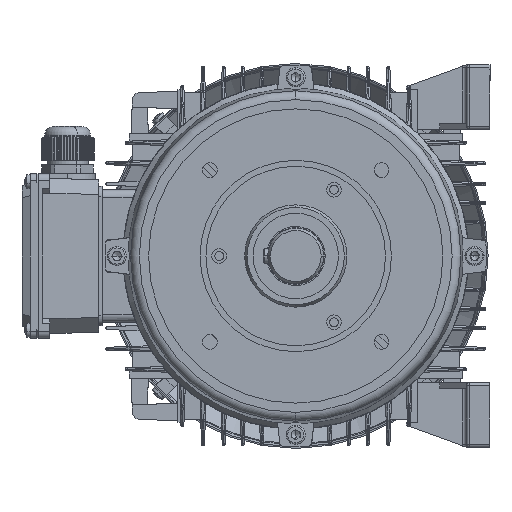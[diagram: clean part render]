
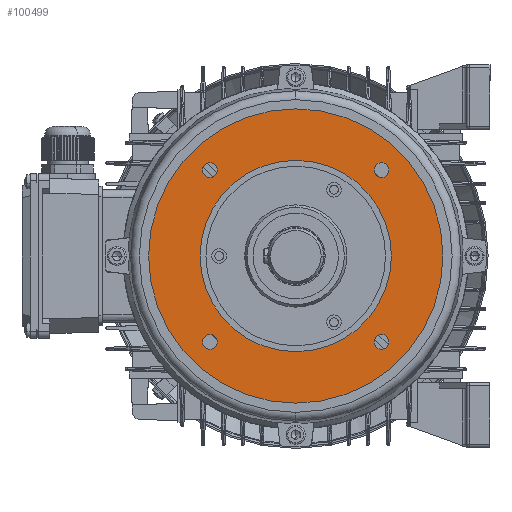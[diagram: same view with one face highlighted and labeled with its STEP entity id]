
A CAD part, left-side view. The second image highlights one B-rep face of the part: STEP entity #100499.
In plain terms, the highlighted planar face has unit normal (-1, 0, 0).
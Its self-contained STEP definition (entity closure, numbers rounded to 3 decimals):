
#95011 = EDGE_CURVE ( 'NONE', #95015, #95019, #100732, .T. ) ;
#95015 = VERTEX_POINT ( 'NONE', #100701 ) ;
#95019 = VERTEX_POINT ( 'NONE', #100699 ) ;
#95128 = EDGE_CURVE ( 'NONE', #95132, #95134, #101048, .T. ) ;
#95132 = VERTEX_POINT ( 'NONE', #101016 ) ;
#95134 = VERTEX_POINT ( 'NONE', #101012 ) ;
#95172 = EDGE_CURVE ( 'NONE', #95173, #95175, #101127, .T. ) ;
#95173 = VERTEX_POINT ( 'NONE', #101117 ) ;
#95175 = VERTEX_POINT ( 'NONE', #101115 ) ;
#95290 = EDGE_CURVE ( 'NONE', #95295, #95296, #101458, .T. ) ;
#95295 = VERTEX_POINT ( 'NONE', #101427 ) ;
#95296 = VERTEX_POINT ( 'NONE', #101424 ) ;
#96526 = EDGE_CURVE ( 'NONE', #96528, #96738, #105058, .T. ) ;
#96528 = VERTEX_POINT ( 'NONE', #105046 ) ;
#96684 = EDGE_CURVE ( 'NONE', #96686, #96690, #105317, .T. ) ;
#96686 = VERTEX_POINT ( 'NONE', #105305 ) ;
#96690 = VERTEX_POINT ( 'NONE', #105510 ) ;
#96738 = VERTEX_POINT ( 'NONE', #105559 ) ;
#100354 = EDGE_CURVE ( 'NONE', #95134, #95132, #116866, .T. ) ;
#100428 = EDGE_CURVE ( 'NONE', #96690, #96686, #117119, .T. ) ;
#100462 = ORIENTED_EDGE ( 'NONE', *, *, #100428, .F. ) ;
#100465 = EDGE_LOOP ( 'NONE', ( #100470, #100475 ) ) ;
#100470 = ORIENTED_EDGE ( 'NONE', *, *, #96526, .T. ) ;
#100475 = ORIENTED_EDGE ( 'NONE', *, *, #100481, .T. ) ;
#100481 = EDGE_CURVE ( 'NONE', #96738, #96528, #117161, .T. ) ;
#100499 = ADVANCED_FACE ( 'NONE', ( #117264, #117262, #117261, #117260, #117258, #117256 ), #117255, .F. ) ;
#100505 = EDGE_LOOP ( 'NONE', ( #100508, #100522 ) ) ;
#100508 = ORIENTED_EDGE ( 'NONE', *, *, #100515, .T. ) ;
#100515 = EDGE_CURVE ( 'NONE', #95019, #95015, #117212, .T. ) ;
#100522 = ORIENTED_EDGE ( 'NONE', *, *, #95011, .T. ) ;
#100526 = EDGE_LOOP ( 'NONE', ( #100541, #100550 ) ) ;
#100541 = ORIENTED_EDGE ( 'NONE', *, *, #100543, .T. ) ;
#100543 = EDGE_CURVE ( 'NONE', #95175, #95173, #117303, .T. ) ;
#100550 = ORIENTED_EDGE ( 'NONE', *, *, #95172, .T. ) ;
#100558 = EDGE_LOOP ( 'NONE', ( #100563, #100626 ) ) ;
#100563 = ORIENTED_EDGE ( 'NONE', *, *, #100354, .T. ) ;
#100626 = ORIENTED_EDGE ( 'NONE', *, *, #95128, .T. ) ;
#100631 = EDGE_LOOP ( 'NONE', ( #100640, #100651 ) ) ;
#100640 = ORIENTED_EDGE ( 'NONE', *, *, #100642, .T. ) ;
#100642 = EDGE_CURVE ( 'NONE', #95296, #95295, #117437, .T. ) ;
#100651 = ORIENTED_EDGE ( 'NONE', *, *, #95290, .T. ) ;
#100657 = EDGE_LOOP ( 'NONE', ( #100661, #100462 ) ) ;
#100661 = ORIENTED_EDGE ( 'NONE', *, *, #96684, .F. ) ;
#100699 = CARTESIAN_POINT ( 'NONE',  ( 3.5, -58.336, 53.336 ) ) ;
#100701 = CARTESIAN_POINT ( 'NONE',  ( 3.5, -58.336, 63.336 ) ) ;
#100707 = DIRECTION ( 'NONE',  ( 0., 0., -1. ) ) ;
#100710 = DIRECTION ( 'NONE',  ( 1., 0., 0. ) ) ;
#100712 = CARTESIAN_POINT ( 'NONE',  ( 3.5, -58.336, 58.336 ) ) ;
#100713 = AXIS2_PLACEMENT_3D ( 'NONE', #100712, #100710, #100707 ) ;
#100732 = CIRCLE ( 'NONE', #100713, 5. ) ;
#101012 = CARTESIAN_POINT ( 'NONE',  ( 3.5, 58.336, -63.336 ) ) ;
#101016 = CARTESIAN_POINT ( 'NONE',  ( 3.5, 58.336, -53.336 ) ) ;
#101018 = DIRECTION ( 'NONE',  ( 0., 0., -1. ) ) ;
#101020 = DIRECTION ( 'NONE',  ( 1., 0., 0. ) ) ;
#101022 = CARTESIAN_POINT ( 'NONE',  ( 3.5, 58.336, -58.336 ) ) ;
#101024 = AXIS2_PLACEMENT_3D ( 'NONE', #101022, #101020, #101018 ) ;
#101048 = CIRCLE ( 'NONE', #101024, 5. ) ;
#101115 = CARTESIAN_POINT ( 'NONE',  ( 3.5, -58.336, -63.336 ) ) ;
#101117 = CARTESIAN_POINT ( 'NONE',  ( 3.5, -58.336, -53.336 ) ) ;
#101119 = DIRECTION ( 'NONE',  ( 0., 0., -1. ) ) ;
#101121 = DIRECTION ( 'NONE',  ( 1., 0., 0. ) ) ;
#101124 = CARTESIAN_POINT ( 'NONE',  ( 3.5, -58.336, -58.336 ) ) ;
#101125 = AXIS2_PLACEMENT_3D ( 'NONE', #101124, #101121, #101119 ) ;
#101127 = CIRCLE ( 'NONE', #101125, 5. ) ;
#101424 = CARTESIAN_POINT ( 'NONE',  ( 3.5, 58.336, 53.336 ) ) ;
#101427 = CARTESIAN_POINT ( 'NONE',  ( 3.5, 58.336, 63.336 ) ) ;
#101430 = DIRECTION ( 'NONE',  ( 0., 0., -1. ) ) ;
#101433 = DIRECTION ( 'NONE',  ( 1., 0., 0. ) ) ;
#101436 = CARTESIAN_POINT ( 'NONE',  ( 3.5, 58.336, 58.336 ) ) ;
#101438 = AXIS2_PLACEMENT_3D ( 'NONE', #101436, #101433, #101430 ) ;
#101458 = CIRCLE ( 'NONE', #101438, 5. ) ;
#105046 = CARTESIAN_POINT ( 'NONE',  ( 3.5, 0., 100. ) ) ;
#105048 = DIRECTION ( 'NONE',  ( 0., 0., 1. ) ) ;
#105051 = DIRECTION ( 'NONE',  ( -1., 0., 0. ) ) ;
#105052 = CARTESIAN_POINT ( 'NONE',  ( 3.5, 0., 0. ) ) ;
#105055 = AXIS2_PLACEMENT_3D ( 'NONE', #105052, #105051, #105048 ) ;
#105058 = CIRCLE ( 'NONE', #105055, 100. ) ;
#105305 = CARTESIAN_POINT ( 'NONE',  ( 3.5, 0., 65. ) ) ;
#105309 = DIRECTION ( 'NONE',  ( 0., 0., 1. ) ) ;
#105312 = DIRECTION ( 'NONE',  ( -1., 0., 0. ) ) ;
#105314 = CARTESIAN_POINT ( 'NONE',  ( 3.5, 0., 0. ) ) ;
#105315 = AXIS2_PLACEMENT_3D ( 'NONE', #105314, #105312, #105309 ) ;
#105317 = CIRCLE ( 'NONE', #105315, 65. ) ;
#105510 = CARTESIAN_POINT ( 'NONE',  ( 3.5, 0., -65. ) ) ;
#105559 = CARTESIAN_POINT ( 'NONE',  ( 3.5, 0., -100. ) ) ;
#116861 = DIRECTION ( 'NONE',  ( 0., 0., -1. ) ) ;
#116862 = DIRECTION ( 'NONE',  ( 1., 0., 0. ) ) ;
#116864 = CARTESIAN_POINT ( 'NONE',  ( 3.5, 58.336, -58.336 ) ) ;
#116865 = AXIS2_PLACEMENT_3D ( 'NONE', #116864, #116862, #116861 ) ;
#116866 = CIRCLE ( 'NONE', #116865, 5. ) ;
#116987 = CARTESIAN_POINT ( 'NONE',  ( 3.5, 0., 0. ) ) ;
#117115 = DIRECTION ( 'NONE',  ( 0., 0., 1. ) ) ;
#117116 = DIRECTION ( 'NONE',  ( -1., 0., 0. ) ) ;
#117117 = AXIS2_PLACEMENT_3D ( 'NONE', #116987, #117116, #117115 ) ;
#117119 = CIRCLE ( 'NONE', #117117, 65. ) ;
#117156 = DIRECTION ( 'NONE',  ( 0., 0., 1. ) ) ;
#117157 = DIRECTION ( 'NONE',  ( -1., 0., 0. ) ) ;
#117159 = CARTESIAN_POINT ( 'NONE',  ( 3.5, 0., 0. ) ) ;
#117160 = AXIS2_PLACEMENT_3D ( 'NONE', #117159, #117157, #117156 ) ;
#117161 = CIRCLE ( 'NONE', #117160, 100. ) ;
#117206 = DIRECTION ( 'NONE',  ( 0., 0., -1. ) ) ;
#117208 = DIRECTION ( 'NONE',  ( 1., 0., 0. ) ) ;
#117210 = AXIS2_PLACEMENT_3D ( 'NONE', #117239, #117208, #117206 ) ;
#117212 = CIRCLE ( 'NONE', #117210, 5. ) ;
#117239 = CARTESIAN_POINT ( 'NONE',  ( 3.5, -58.336, 58.336 ) ) ;
#117244 = DIRECTION ( 'NONE',  ( 0., 0., -1. ) ) ;
#117246 = DIRECTION ( 'NONE',  ( 1., 0., 0. ) ) ;
#117248 = AXIS2_PLACEMENT_3D ( 'NONE', #117253, #117246, #117244 ) ;
#117253 = CARTESIAN_POINT ( 'NONE',  ( 3.5, 65., 0. ) ) ;
#117255 = PLANE ( 'NONE',  #117248 ) ;
#117256 = FACE_OUTER_BOUND ( 'NONE', #100465, .T. ) ;
#117258 = FACE_BOUND ( 'NONE', #100657, .T. ) ;
#117260 = FACE_BOUND ( 'NONE', #100631, .T. ) ;
#117261 = FACE_BOUND ( 'NONE', #100558, .T. ) ;
#117262 = FACE_BOUND ( 'NONE', #100526, .T. ) ;
#117264 = FACE_BOUND ( 'NONE', #100505, .T. ) ;
#117298 = DIRECTION ( 'NONE',  ( 0., 0., -1. ) ) ;
#117300 = DIRECTION ( 'NONE',  ( 1., 0., 0. ) ) ;
#117301 = AXIS2_PLACEMENT_3D ( 'NONE', #117319, #117300, #117298 ) ;
#117303 = CIRCLE ( 'NONE', #117301, 5. ) ;
#117319 = CARTESIAN_POINT ( 'NONE',  ( 3.5, -58.336, -58.336 ) ) ;
#117431 = DIRECTION ( 'NONE',  ( 0., 0., -1. ) ) ;
#117433 = DIRECTION ( 'NONE',  ( 1., 0., 0. ) ) ;
#117435 = AXIS2_PLACEMENT_3D ( 'NONE', #117465, #117433, #117431 ) ;
#117437 = CIRCLE ( 'NONE', #117435, 5. ) ;
#117465 = CARTESIAN_POINT ( 'NONE',  ( 3.5, 58.336, 58.336 ) ) ;
